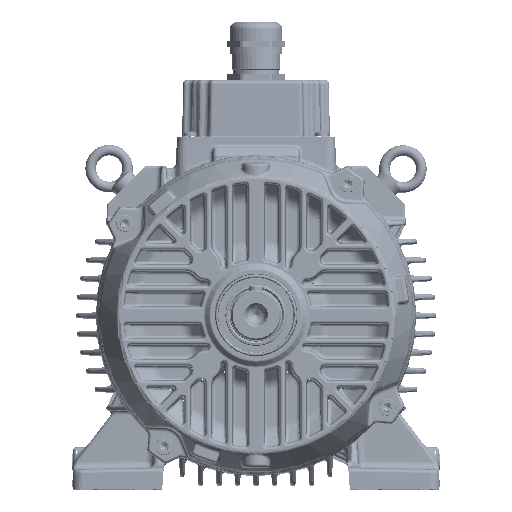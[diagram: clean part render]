
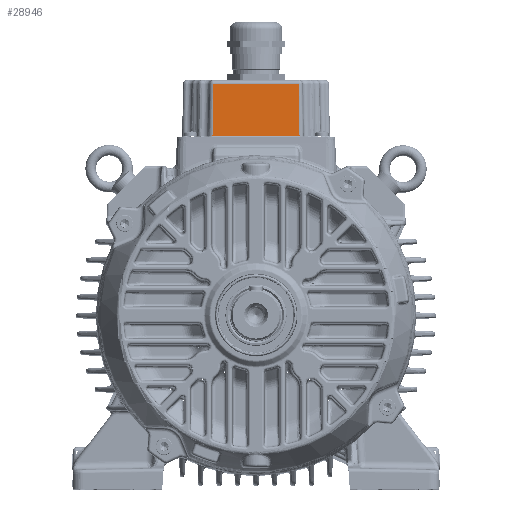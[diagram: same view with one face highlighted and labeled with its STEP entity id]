
A CAD part, top view. The second image highlights one B-rep face of the part: STEP entity #28946.
In plain terms, the highlighted planar face has unit normal (0, 0.018, 1).
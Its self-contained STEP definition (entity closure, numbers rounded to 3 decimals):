
#7600=PLANE('',#119478);
#10714=LINE('',#291098,#14150);
#10740=LINE('',#291608,#14176);
#10741=LINE('',#291610,#14177);
#10742=LINE('',#291612,#14178);
#14150=VECTOR('',#143592,1.);
#14176=VECTOR('',#143872,1.);
#14177=VECTOR('',#143873,1.);
#14178=VECTOR('',#143874,1.);
#28946=ADVANCED_FACE('',(#35787),#7600,.T.);
#35787=FACE_OUTER_BOUND('',#42818,.T.);
#42818=EDGE_LOOP('',(#74116,#74117,#74118,#74119));
#74116=ORIENTED_EDGE('',*,*,#102203,.T.);
#74117=ORIENTED_EDGE('',*,*,#102204,.T.);
#74118=ORIENTED_EDGE('',*,*,#102205,.T.);
#74119=ORIENTED_EDGE('',*,*,#102082,.T.);
#84996=VERTEX_POINT('',#291097);
#84997=VERTEX_POINT('',#291099);
#85060=VERTEX_POINT('',#291609);
#85061=VERTEX_POINT('',#291611);
#102082=EDGE_CURVE('',#84997,#84996,#10714,.T.);
#102203=EDGE_CURVE('',#84996,#85060,#10740,.T.);
#102204=EDGE_CURVE('',#85060,#85061,#10741,.T.);
#102205=EDGE_CURVE('',#85061,#84997,#10742,.T.);
#119478=AXIS2_PLACEMENT_3D('',#291613,#143875,#143876);
#143592=DIRECTION('',(-1.,0.,0.));
#143872=DIRECTION('',(-0.017,-1.,0.017));
#143873=DIRECTION('',(1.,0.,0.));
#143874=DIRECTION('',(-0.017,1.,-0.017));
#143875=DIRECTION('',(0.,0.017,1.));
#143876=DIRECTION('',(0.,-1.,0.017));
#291097=CARTESIAN_POINT('',(-32.303,175.452,-80.697));
#291098=CARTESIAN_POINT('',(36.,175.452,-80.697));
#291099=CARTESIAN_POINT('',(32.303,175.452,-80.697));
#291608=CARTESIAN_POINT('',(-32.979,136.704,-80.021));
#291609=CARTESIAN_POINT('',(-32.992,135.991,-80.009));
#291610=CARTESIAN_POINT('',(33.,135.991,-80.009));
#291611=CARTESIAN_POINT('',(32.992,135.991,-80.009));
#291612=CARTESIAN_POINT('',(33.001,135.448,-79.999));
#291613=CARTESIAN_POINT('',(36.,135.5,-80.));
